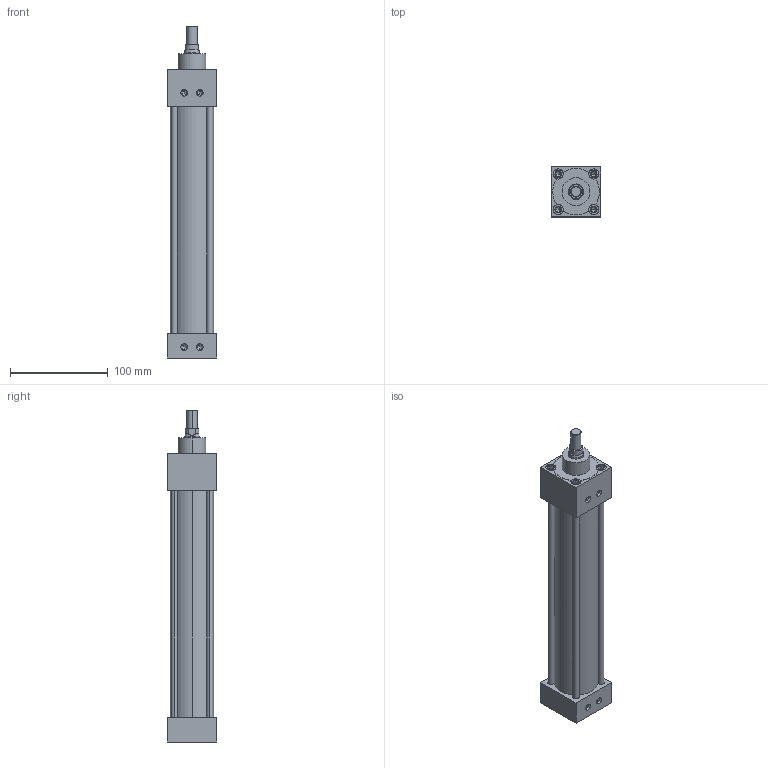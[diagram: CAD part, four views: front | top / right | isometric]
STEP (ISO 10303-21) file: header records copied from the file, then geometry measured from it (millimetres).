
FILE_DESCRIPTION (( 'STEP AP203' ), '1' );
FILE_NAME ('D224080DT-M.step', '2020-09-03T19:29:11', ( '' ), ( '' ), 'SwSTEP 2.0', 'SolidWorks 2019', '' );
FILE_SCHEMA (( 'CONFIG_CONTROL_DESIGN' ));
Length unit declared in the file: inch
Products named in the file (3): D224080DT-M_PISTON_KK1; D224080DT-M_BODY; D224080DT-M
Assembly tree (2 placements, depth 2):
  D224080DT-M
    D224080DT-M_BODY
    D224080DT-M_PISTON_KK1
Bounding box: 50.8 x 50.8 x 339.73 mm (x, y, z)
Volume: 365510.6 mm3; surface area: 128922.8 mm2
Topology: 2 solids, 2 shells, 203 faces, 503 edges, 305 vertices
Faces by surface type: cone 80, cylinder 65, plane 58
Entity records: 6398 total; most frequent: CARTESIAN_POINT 1298, DIRECTION 1051, ORIENTED_EDGE 954, EDGE_CURVE 477, AXIS2_PLACEMENT_3D 400, VERTEX_POINT 305, LINE 251, VECTOR 251
